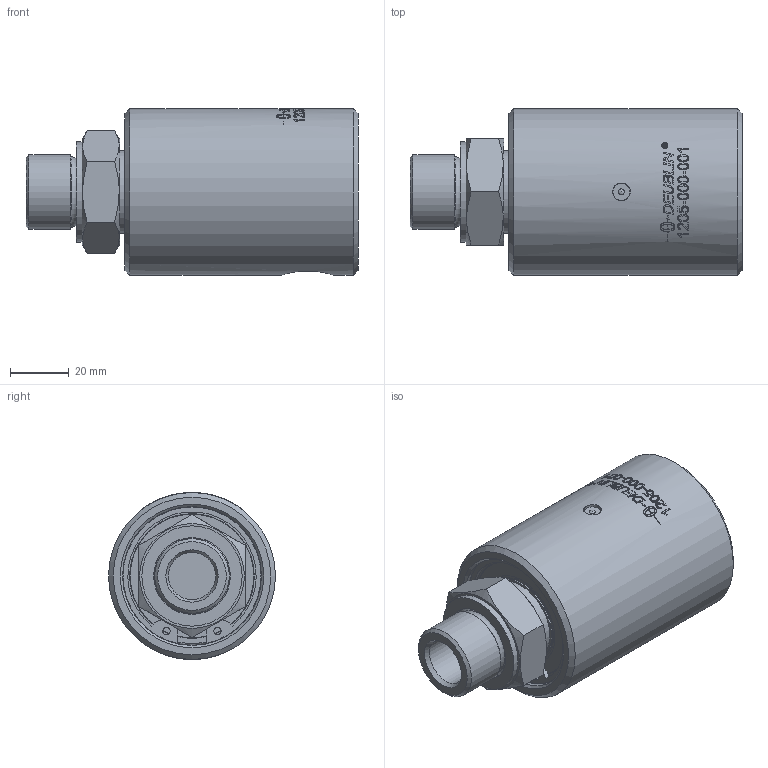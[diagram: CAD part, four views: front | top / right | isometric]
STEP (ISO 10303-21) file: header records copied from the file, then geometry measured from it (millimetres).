
FILE_DESCRIPTION((''),'2;1');
FILE_NAME('1205-000-001-IC.stp','2016-07-26T11:55:29',('cdunkel'),(''),'Autodesk Inventor 2013','Autodesk Inventor 2013','');
FILE_SCHEMA(('CONFIG_CONTROL_DESIGN'));
Length unit declared in the file: millimetre
Products named in the file (1): 1205-000-001-IC
Bounding box: 112.56 x 56.6 x 56.6 mm (x, y, z)
Volume: 190803 mm3; surface area: 32220.9 mm2
Topology: 1 solids, 2 shells, 422 faces, 1107 edges, 732 vertices
Faces by surface type: plane 209, bspline 129, cylinder 62, cone 14, torus 7, sphere 1
Full cylindrical faces by diameter (mm): 2.48 x2, 5.75 x1, 6 x1, 16 x1, 17.475 x1, 20.2 x1, 25.298 x1, 26 x1, 27.9 x1, 32.1 x1, 34 x1, 41.9 x1, 42.2 x1, 47 x1, 47.06 x1, 50.75 x1, 56.6 x1
Entity records: 15633 total; most frequent: CARTESIAN_POINT 5910, ORIENTED_EDGE 2104, DIRECTION 1744, EDGE_CURVE 1052, VERTEX_POINT 716, AXIS2_PLACEMENT_3D 688, EDGE_LOOP 514, FACE_OUTER_BOUND 422
